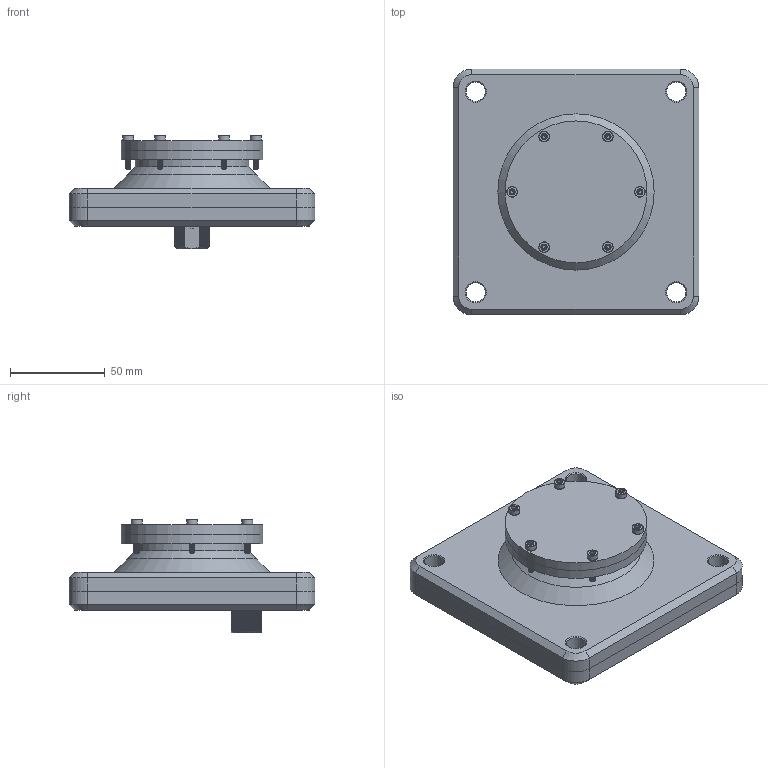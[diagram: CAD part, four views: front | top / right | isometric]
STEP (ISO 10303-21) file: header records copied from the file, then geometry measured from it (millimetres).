
FILE_DESCRIPTION(/* description */ (''),/* implementation_level */ '2;1');
FILE_NAME(/* name */ '3430580c-add5-497b-8736-308c30624f22.stp',/* time_stamp */ '2023-05-24T13:46:24Z',/* author */ (''),/* organization */ (''),/* preprocessor_version */ 'ST-DEVELOPER v19.2',/* originating_system */ 'Autodesk Translation Framework v12.6.0.85',/* authorisation */ '');
FILE_SCHEMA (('AUTOMOTIVE_DESIGN { 1 0 10303 214 3 1 1 }'));
Length unit declared in the file: millimetre
Products named in the file (10): Kamerahus USB kamera; Omnivision OV2710 CMOS CCTV Wide Angle USB Camera v1 (1); PENETRATOR-M-BOLT-6MM-10-25-R2 v1; M3 v1; M3 v1_1; M3 v1_2; M3 v1_3; M3 v1_4; M3 v1_5; Component12
Assembly tree (14 placements, depth 3):
  Kamerahus USB kamera
    Omnivision OV2710 CMOS CCTV Wide Angle USB Camera v1 (1)
    PENETRATOR-M-BOLT-6MM-10-25-R2 v1
    M3 v1
      Component12
    M3 v1_1
      Component12
    M3 v1_2
      Component12
    M3 v1_3
      Component12
    M3 v1_4
      Component12
    M3 v1_5
      Component12
Bounding box: 130 x 130 x 60 mm (x, y, z)
Volume: 353890.1 mm3; surface area: 104838.4 mm2
Topology: 17 solids, 17 shells, 786 faces, 2026 edges, 1308 vertices
Faces by surface type: cylinder 338, plane 336, cone 54, bspline 39, torus 15, sphere 4
Full cylindrical faces by diameter (mm): 1.5 x2, 1.623 x4, 2 x4, 3 x126, 3.1 x4, 4 x4, 5 x1, 5.58 x6, 5.68 x6, 6.604 x1, 8.051 x7, 8.526 x1, 8.784 x1, 10 x8, 10.2 x8, 10.82 x1, 12 x1, 12.5 x1, 14 x2, 15.12 x1, 50 x1, 60 x2, 75 x3
Entity records: 31941 total; most frequent: CARTESIAN_POINT 18523, ORIENTED_EDGE 2732, DIRECTION 2658, EDGE_CURVE 1366, AXIS2_PLACEMENT_3D 940, VERTEX_POINT 878, LINE 778, VECTOR 778
